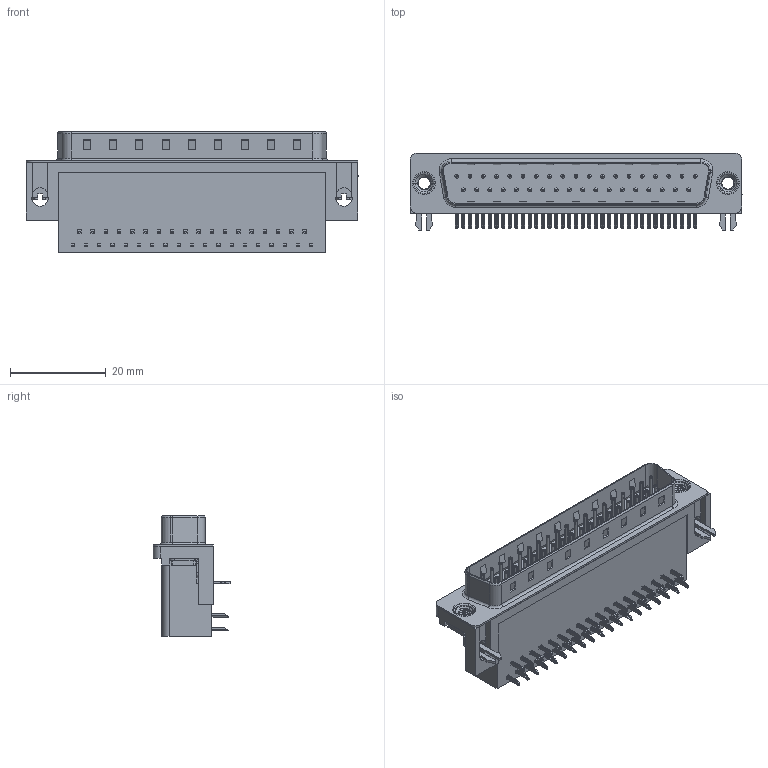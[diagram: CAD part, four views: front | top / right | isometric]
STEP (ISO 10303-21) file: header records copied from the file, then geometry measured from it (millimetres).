
FILE_DESCRIPTION (( 'STEP AP203' ), '1' );
FILE_NAME ('625-037-262-535.STEP', '2018-11-06T04:57:29', ( '' ), ( '' ), 'SwSTEP 2.0', 'SolidWorks 2016', '' );
FILE_SCHEMA (( 'CONFIG_CONTROL_DESIGN' ));
Length unit declared in the file: millimetre
Products named in the file (7): 625 Contact Top; 625 2 Prong Board Lock; 625 M3 Threaded Rivet; 625-037-262-535; 625 Housing_37 Socket; 625 Shell_37 Socket; 625 Contact Bottom
Assembly tree (43 placements, depth 2):
  625-037-262-535
    625 Housing_37 Socket
    625 Shell_37 Socket
    625 Contact Bottom  x18
    625 Contact Top  x19
    625 2 Prong Board Lock  x2
    625 M3 Threaded Rivet  x2
Bounding box: 69.4 x 16.25 x 25.16 mm (x, y, z)
Volume: 12594.1 mm3; surface area: 11763.3 mm2
Topology: 43 solids, 43 shells, 3241 faces, 8031 edges, 4957 vertices
Faces by surface type: plane 2045, cylinder 929, torus 253, cone 8, bspline 6
Entity records: 27202 total; most frequent: CARTESIAN_POINT 5621, DIRECTION 4172, ORIENTED_EDGE 4032, EDGE_CURVE 2016, LINE 1468, VECTOR 1468, AXIS2_PLACEMENT_3D 1352, VERTEX_POINT 1300
